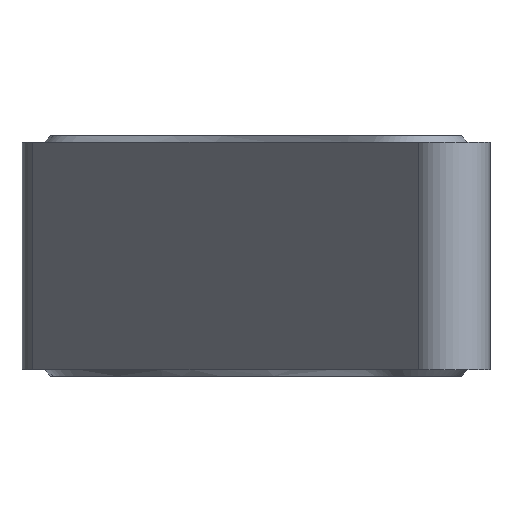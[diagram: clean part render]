
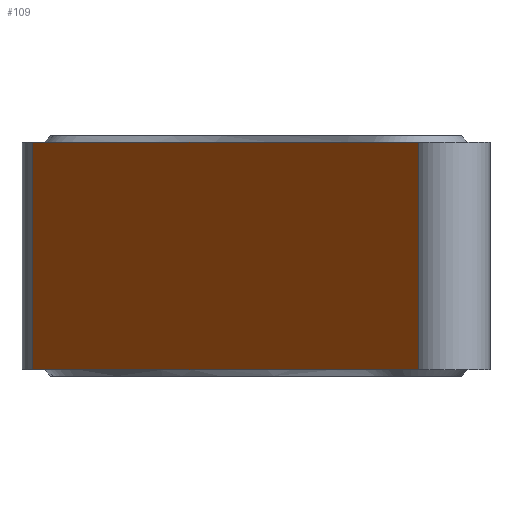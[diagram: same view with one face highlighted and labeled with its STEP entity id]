
A CAD part, left-side view. The second image highlights one B-rep face of the part: STEP entity #109.
In plain terms, the highlighted planar face has unit normal (-0.574, 0.819, 0).
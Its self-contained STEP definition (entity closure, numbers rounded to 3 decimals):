
#58=PLANE('',#507);
#109=ADVANCED_FACE('',(#134),#58,.T.);
#134=FACE_OUTER_BOUND('',#156,.T.);
#156=EDGE_LOOP('',(#227,#228,#229,#230));
#227=ORIENTED_EDGE('',*,*,#332,.F.);
#228=ORIENTED_EDGE('',*,*,#313,.T.);
#229=ORIENTED_EDGE('',*,*,#321,.F.);
#230=ORIENTED_EDGE('',*,*,#346,.T.);
#277=VERTEX_POINT('',#615);
#278=VERTEX_POINT('',#616);
#285=VERTEX_POINT('',#633);
#294=VERTEX_POINT('',#864);
#313=EDGE_CURVE('',#277,#278,#415,.T.);
#321=EDGE_CURVE('',#285,#278,#419,.T.);
#332=EDGE_CURVE('',#277,#294,#424,.T.);
#346=EDGE_CURVE('',#285,#294,#430,.T.);
#415=LINE('',#614,#435);
#419=LINE('',#632,#439);
#424=LINE('',#863,#444);
#430=LINE('',#1090,#450);
#435=VECTOR('',#532,1.);
#439=VECTOR('',#548,1.);
#444=VECTOR('',#559,1.);
#450=VECTOR('',#585,1.);
#507=AXIS2_PLACEMENT_3D('',#1092,#588,#589);
#532=DIRECTION('',(0.,0.,1.));
#548=DIRECTION('',(-0.819,-0.574,0.));
#559=DIRECTION('',(0.819,0.574,0.));
#585=DIRECTION('',(0.,0.,-1.));
#588=DIRECTION('',(-0.574,0.819,0.));
#589=DIRECTION('',(-0.819,-0.574,0.));
#614=CARTESIAN_POINT('',(2.078,1.455,-4.686));
#615=CARTESIAN_POINT('',(2.078,1.455,-4.635));
#616=CARTESIAN_POINT('',(2.078,1.455,0.));
#632=CARTESIAN_POINT('',(13.603,9.525,0.));
#633=CARTESIAN_POINT('',(13.293,9.308,0.));
#863=CARTESIAN_POINT('',(0.,0.,-4.635));
#864=CARTESIAN_POINT('',(13.293,9.308,-4.635));
#1090=CARTESIAN_POINT('',(13.293,9.308,-4.686));
#1092=CARTESIAN_POINT('',(13.603,9.525,-4.686));
